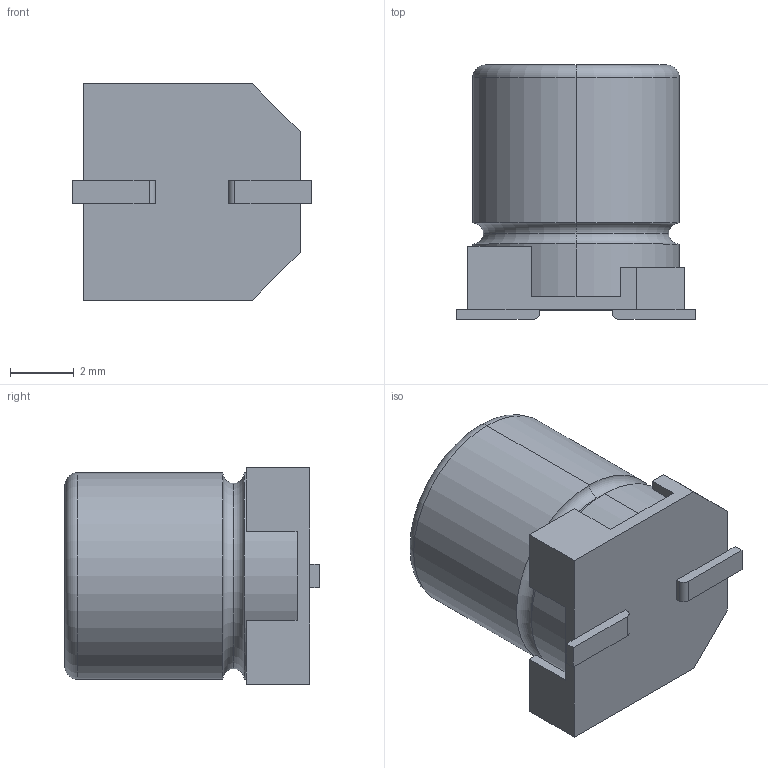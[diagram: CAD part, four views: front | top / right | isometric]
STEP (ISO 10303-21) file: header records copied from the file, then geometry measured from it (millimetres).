
FILE_DESCRIPTION (( 'STEP AP214' ), '1' );
FILE_NAME ('CAC_S_6.3X7.7_D6.8L8W0.75F0.3A6.8B6.8C7.8E2.8P2.STEP', '2025-03-25T15:28:44', ( '' ), ( '' ), 'SwSTEP 2.0', 'SolidWorks 2021', '' );
FILE_SCHEMA (( 'AUTOMOTIVE_DESIGN' ));
Length unit declared in the file: millimetre
Products named in the file (1): CAC_S_6.3X7.7_D6.8L8W0.75F0.3A6.8B6.8C7.8E2.8P2
Bounding box: 7.5 x 8.01 x 6.8 mm (x, y, z)
Volume: 266.1 mm3; surface area: 358.5 mm2
Topology: 5 solids, 5 shells, 78 faces, 189 edges, 122 vertices
Faces by surface type: plane 61, cylinder 11, torus 6
Entity records: 3177 total; most frequent: CARTESIAN_POINT 390, DIRECTION 379, ORIENTED_EDGE 378, EDGE_CURVE 189, LINE 157, VECTOR 157, VERTEX_POINT 122, AXIS2_PLACEMENT_3D 111
